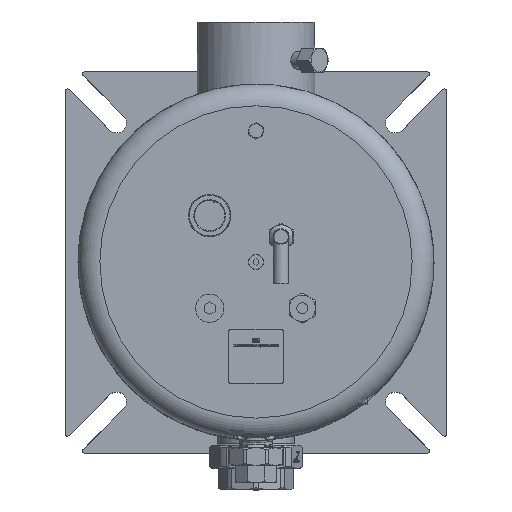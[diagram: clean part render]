
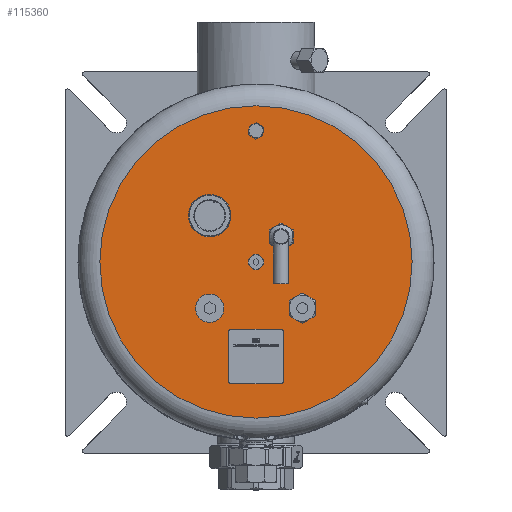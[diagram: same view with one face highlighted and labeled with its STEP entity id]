
A CAD part, top view. The second image highlights one B-rep face of the part: STEP entity #115360.
In plain terms, the highlighted planar face has unit normal (0, 0, 1).
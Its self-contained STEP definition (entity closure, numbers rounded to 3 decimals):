
#4375=FACE_BOUND('',#36624,.T.);
#4376=FACE_BOUND('',#36625,.T.);
#4377=FACE_BOUND('',#36626,.T.);
#4378=FACE_BOUND('',#36627,.T.);
#4379=FACE_BOUND('',#36628,.T.);
#4380=FACE_BOUND('',#36629,.T.);
#4381=FACE_BOUND('',#36630,.T.);
#11700=LINE('',#187411,#20682);
#11701=LINE('',#187415,#20683);
#11702=LINE('',#187419,#20684);
#11703=LINE('',#187423,#20685);
#20682=VECTOR('',#145613,10.);
#20683=VECTOR('',#145616,10.);
#20684=VECTOR('',#145619,10.);
#20685=VECTOR('',#145622,10.);
#29420=FACE_OUTER_BOUND('',#36623,.T.);
#36623=EDGE_LOOP('',(#90247));
#36624=EDGE_LOOP('',(#90248));
#36625=EDGE_LOOP('',(#90249));
#36626=EDGE_LOOP('',(#90250));
#36627=EDGE_LOOP('',(#90251,#90252,#90253,#90254,#90255,#90256,#90257,#90258));
#36628=EDGE_LOOP('',(#90259));
#36629=EDGE_LOOP('',(#90260));
#36630=EDGE_LOOP('',(#90261));
#40575=CIRCLE('',#123470,10.9);
#40793=CIRCLE('',#123873,6.7);
#40794=CIRCLE('',#123878,9.614);
#40801=CIRCLE('',#123892,143.);
#40802=CIRCLE('',#123893,3.662);
#40803=CIRCLE('',#123894,2.);
#40804=CIRCLE('',#123895,2.);
#40805=CIRCLE('',#123896,2.);
#40806=CIRCLE('',#123897,2.);
#40807=CIRCLE('',#123898,11.);
#40808=CIRCLE('',#123899,19.45);
#48534=VERTEX_POINT('',#184979);
#48891=VERTEX_POINT('',#187345);
#48900=VERTEX_POINT('',#187370);
#48911=VERTEX_POINT('',#187405);
#48912=VERTEX_POINT('',#187407);
#48913=VERTEX_POINT('',#187409);
#48914=VERTEX_POINT('',#187410);
#48915=VERTEX_POINT('',#187412);
#48916=VERTEX_POINT('',#187414);
#48917=VERTEX_POINT('',#187416);
#48918=VERTEX_POINT('',#187418);
#48919=VERTEX_POINT('',#187420);
#48920=VERTEX_POINT('',#187422);
#48921=VERTEX_POINT('',#187425);
#48922=VERTEX_POINT('',#187427);
#62633=EDGE_CURVE('',#48534,#48534,#40575,.T.);
#63180=EDGE_CURVE('',#48891,#48891,#40793,.T.);
#63192=EDGE_CURVE('',#48900,#48900,#40794,.T.);
#63209=EDGE_CURVE('',#48911,#48911,#40801,.T.);
#63210=EDGE_CURVE('',#48912,#48912,#40802,.T.);
#63211=EDGE_CURVE('',#48913,#48914,#11700,.T.);
#63212=EDGE_CURVE('',#48914,#48915,#40803,.T.);
#63213=EDGE_CURVE('',#48915,#48916,#11701,.T.);
#63214=EDGE_CURVE('',#48916,#48917,#40804,.T.);
#63215=EDGE_CURVE('',#48917,#48918,#11702,.T.);
#63216=EDGE_CURVE('',#48918,#48919,#40805,.T.);
#63217=EDGE_CURVE('',#48919,#48920,#11703,.T.);
#63218=EDGE_CURVE('',#48920,#48913,#40806,.T.);
#63219=EDGE_CURVE('',#48921,#48921,#40807,.T.);
#63220=EDGE_CURVE('',#48922,#48922,#40808,.T.);
#90247=ORIENTED_EDGE('',*,*,#63209,.F.);
#90248=ORIENTED_EDGE('',*,*,#62633,.T.);
#90249=ORIENTED_EDGE('',*,*,#63180,.T.);
#90250=ORIENTED_EDGE('',*,*,#63210,.T.);
#90251=ORIENTED_EDGE('',*,*,#63211,.T.);
#90252=ORIENTED_EDGE('',*,*,#63212,.T.);
#90253=ORIENTED_EDGE('',*,*,#63213,.T.);
#90254=ORIENTED_EDGE('',*,*,#63214,.T.);
#90255=ORIENTED_EDGE('',*,*,#63215,.T.);
#90256=ORIENTED_EDGE('',*,*,#63216,.T.);
#90257=ORIENTED_EDGE('',*,*,#63217,.T.);
#90258=ORIENTED_EDGE('',*,*,#63218,.T.);
#90259=ORIENTED_EDGE('',*,*,#63219,.T.);
#90260=ORIENTED_EDGE('',*,*,#63220,.T.);
#90261=ORIENTED_EDGE('',*,*,#63192,.T.);
#103226=PLANE('',#123891);
#115360=ADVANCED_FACE('',(#29420,#4375,#4376,#4377,#4378,#4379,#4380,#4381),
#103226,.F.);
#123470=AXIS2_PLACEMENT_3D('',#184981,#144558,#144559);
#123873=AXIS2_PLACEMENT_3D('',#187346,#145550,#145551);
#123878=AXIS2_PLACEMENT_3D('',#187371,#145571,#145572);
#123891=AXIS2_PLACEMENT_3D('',#187404,#145607,#145608);
#123892=AXIS2_PLACEMENT_3D('',#187406,#145609,#145610);
#123893=AXIS2_PLACEMENT_3D('',#187408,#145611,#145612);
#123894=AXIS2_PLACEMENT_3D('',#187413,#145614,#145615);
#123895=AXIS2_PLACEMENT_3D('',#187417,#145617,#145618);
#123896=AXIS2_PLACEMENT_3D('',#187421,#145620,#145621);
#123897=AXIS2_PLACEMENT_3D('',#187424,#145623,#145624);
#123898=AXIS2_PLACEMENT_3D('',#187426,#145625,#145626);
#123899=AXIS2_PLACEMENT_3D('',#187428,#145627,#145628);
#144558=DIRECTION('center_axis',(0.,0.,
-1.));
#144559=DIRECTION('ref_axis',(0.,1.,0.));
#145550=DIRECTION('center_axis',(0.,0.,
-1.));
#145551=DIRECTION('ref_axis',(1.,0.,0.));
#145571=DIRECTION('center_axis',(0.,0.,
-1.));
#145572=DIRECTION('ref_axis',(1.,0.,0.));
#145607=DIRECTION('center_axis',(0.,0.,
-1.));
#145608=DIRECTION('ref_axis',(0.,1.,0.));
#145609=DIRECTION('center_axis',(0.,0.,
-1.));
#145610=DIRECTION('ref_axis',(0.,1.,0.));
#145611=DIRECTION('center_axis',(0.,0.,
-1.));
#145612=DIRECTION('ref_axis',(-0.828,0.561,0.));
#145613=DIRECTION('',(0.,1.,0.));
#145614=DIRECTION('center_axis',(0.,0.,
-1.));
#145615=DIRECTION('ref_axis',(0.,-1.,0.));
#145616=DIRECTION('',(1.,0.,0.));
#145617=DIRECTION('center_axis',(0.,0.,
-1.));
#145618=DIRECTION('ref_axis',(-1.,0.,0.));
#145619=DIRECTION('',(0.,-1.,0.));
#145620=DIRECTION('center_axis',(0.,0.,
-1.));
#145621=DIRECTION('ref_axis',(0.,1.,0.));
#145622=DIRECTION('',(-1.,0.,0.));
#145623=DIRECTION('center_axis',(0.,0.,
-1.));
#145624=DIRECTION('ref_axis',(1.,0.,0.));
#145625=DIRECTION('center_axis',(0.,0.,
-1.));
#145626=DIRECTION('ref_axis',(0.,-1.,0.));
#145627=DIRECTION('center_axis',(0.,0.,
-1.));
#145628=DIRECTION('ref_axis',(-1.,0.,0.));
#184979=CARTESIAN_POINT('',(22.981,12.081,143.));
#184981=CARTESIAN_POINT('Origin',(22.981,22.981,143.));
#187345=CARTESIAN_POINT('',(-6.7,0.,143.));
#187346=CARTESIAN_POINT('Origin',(0.,0.,
143.));
#187370=CARTESIAN_POINT('',(-52.041,-42.426,143.));
#187371=CARTESIAN_POINT('Origin',(-42.426,-42.426,143.));
#187404=CARTESIAN_POINT('Origin',(0.,0.,
143.));
#187405=CARTESIAN_POINT('',(0.,-143.,143.));
#187406=CARTESIAN_POINT('Origin',(0.,0.,
143.));
#187407=CARTESIAN_POINT('',(3.031,117.945,143.));
#187408=CARTESIAN_POINT('Origin',(0.,120.,143.));
#187409=CARTESIAN_POINT('',(-25.,-109.5,143.));
#187410=CARTESIAN_POINT('',(-25.,-63.5,143.));
#187411=CARTESIAN_POINT('',(-25.,-31.75,143.));
#187412=CARTESIAN_POINT('',(-23.,-61.5,143.));
#187413=CARTESIAN_POINT('Origin',(-23.,-63.5,143.));
#187414=CARTESIAN_POINT('',(23.,-61.5,143.));
#187415=CARTESIAN_POINT('',(11.5,-61.5,143.));
#187416=CARTESIAN_POINT('',(25.,-63.5,143.));
#187417=CARTESIAN_POINT('Origin',(23.,-63.5,143.));
#187418=CARTESIAN_POINT('',(25.,-109.5,143.));
#187419=CARTESIAN_POINT('',(25.,-54.75,143.));
#187420=CARTESIAN_POINT('',(23.,-111.5,143.));
#187421=CARTESIAN_POINT('Origin',(23.,-109.5,143.));
#187422=CARTESIAN_POINT('',(-23.,-111.5,143.));
#187423=CARTESIAN_POINT('',(-11.5,-111.5,143.));
#187424=CARTESIAN_POINT('Origin',(-23.,-109.5,143.));
#187425=CARTESIAN_POINT('',(42.426,-31.426,143.));
#187426=CARTESIAN_POINT('Origin',(42.426,-42.426,143.));
#187427=CARTESIAN_POINT('',(-22.976,42.426,143.));
#187428=CARTESIAN_POINT('Origin',(-42.426,42.426,143.));
